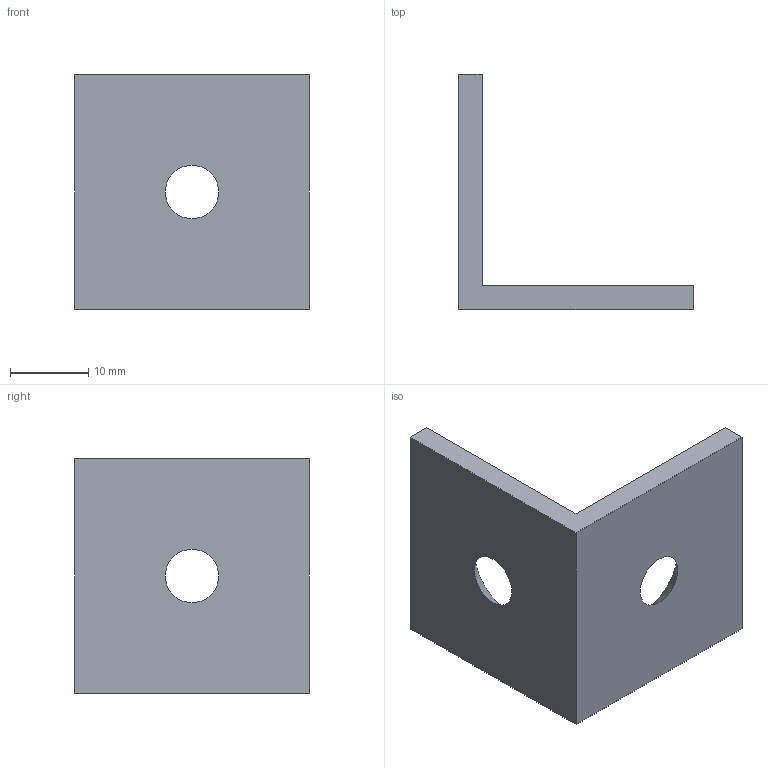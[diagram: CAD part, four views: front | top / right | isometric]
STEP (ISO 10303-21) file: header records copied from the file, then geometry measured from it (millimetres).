
FILE_DESCRIPTION(/* description */ ('KriTec Stahlwinkel 6 30x30x30 mit Senkungen, verzinkt'),/* implementation_level */ '2;1');
FILE_NAME(/* name */ '11486_KriTec_Stahlwinkel_6_30x30x30_mit_Senkungen_verzinkt.stp',/* time_stamp */ '2023-02-01T16:08:02+01:00',/* author */ ('Nell'),/* organization */ (''),/* preprocessor_version */ 'ST-DEVELOPER v17',/* originating_system */ 'Autodesk Inventor 2018',/* authorisation */ ' ');
FILE_SCHEMA (('AUTOMOTIVE_DESIGN { 1 0 10303 214 3 1 1 }'));
Length unit declared in the file: millimetre
Products named in the file (1): 11486
Bounding box: 30 x 30 x 30 mm (x, y, z)
Volume: 4663.3 mm3; surface area: 3873.2 mm2
Topology: 1 solids, 1 shells, 10 faces, 28 edges, 20 vertices
Faces by surface type: plane 8, cone 2
Entity records: 379 total; most frequent: CARTESIAN_POINT 59, DIRECTION 58, ORIENTED_EDGE 56, EDGE_CURVE 28, LINE 20, VECTOR 20, VERTEX_POINT 20, AXIS2_PLACEMENT_3D 19
